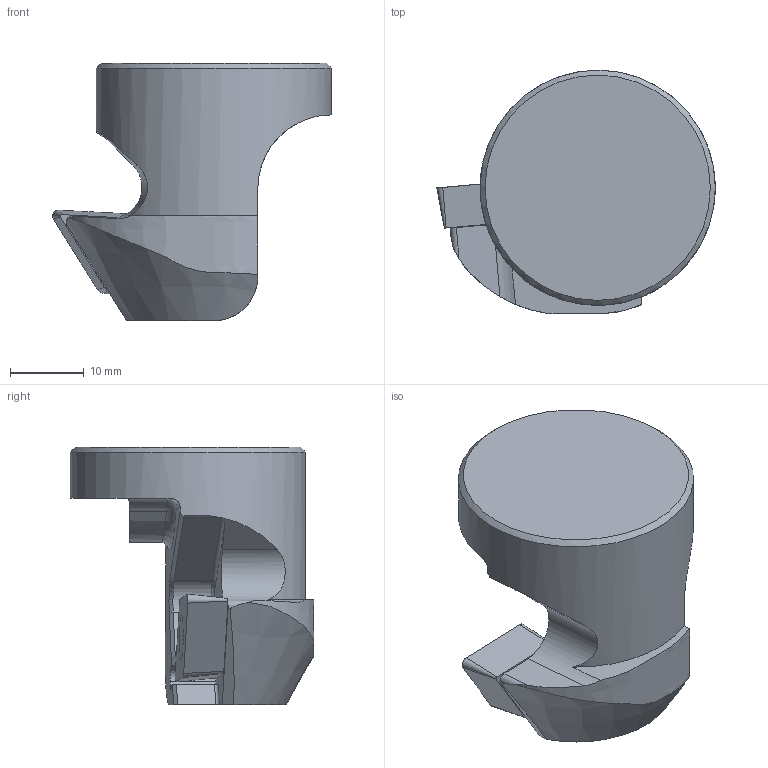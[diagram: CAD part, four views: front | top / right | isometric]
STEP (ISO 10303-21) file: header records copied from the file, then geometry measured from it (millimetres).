
FILE_DESCRIPTION(/* description */ (''),/* implementation_level */ '2;1');
FILE_NAME(/* name */ '1573461358896.stp',/* time_stamp */ '2019-11-11T14:06:19+06:00',/* author */ (''),/* organization */ ('SMS'),/* preprocessor_version */ 'ST-DEVELOPER v16.7',/* originating_system */ 'SIEMENS PLM Software NX 12.0',/* authorisation */ '');
FILE_SCHEMA (('AUTOMOTIVE_DESIGN { 1 0 10303 214 3 1 1 1 }'));
Length unit declared in the file: millimetre
Products named in the file (4): ASSEMBLY_CONSTRUCTION; 202599669mod000_00; 202605644mod000_00; 202605659mod000_00
Assembly tree (3 placements, depth 2):
  202605659mod000_00
    202605644mod000_00
    202599669mod000_00
    ASSEMBLY_CONSTRUCTION
Bounding box: 37.9 x 33.11 x 35.05 mm (x, y, z)
Volume: 14893 mm3; surface area: 5003.8 mm2
Topology: 2 solids, 2 shells, 68 faces, 180 edges, 123 vertices
Faces by surface type: plane 36, cylinder 20, cone 7, torus 4, extrusion 1
Full cylindrical faces by diameter (mm): 6.141 x2, 32 x1
Entity records: 2509 total; most frequent: CARTESIAN_POINT 664, DIRECTION 371, ORIENTED_EDGE 346, EDGE_CURVE 173, AXIS2_PLACEMENT_3D 139, VERTEX_POINT 114, VECTOR 93, LINE 92
